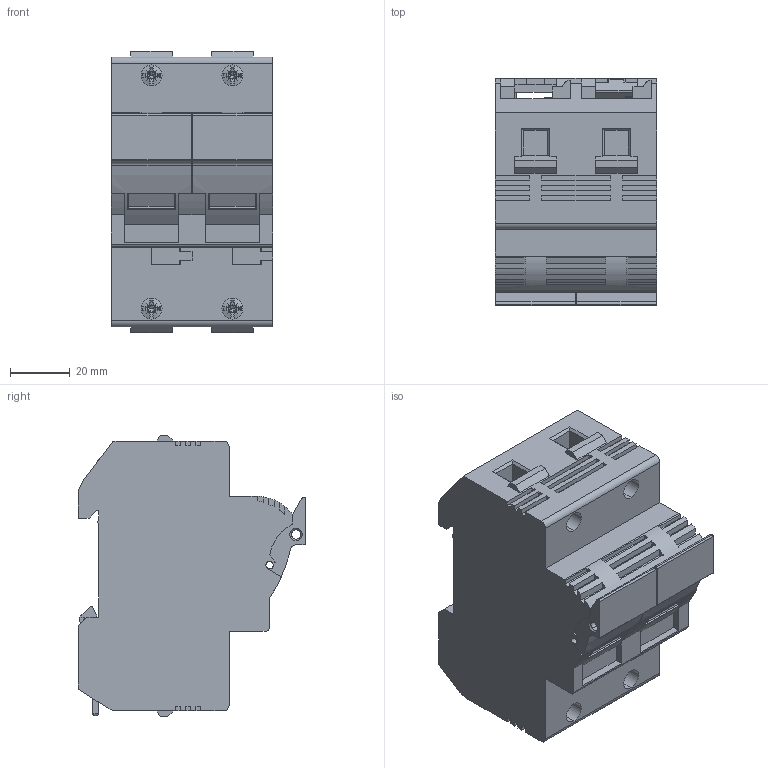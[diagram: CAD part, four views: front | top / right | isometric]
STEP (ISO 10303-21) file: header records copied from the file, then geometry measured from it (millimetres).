
FILE_DESCRIPTION((''),'2;1');
FILE_NAME('EFD14_2P_DIM','2017-06-13T',('janez.tomelj'),('Audax d.o.o.'),'CREO PARAMETRIC BY PTC INC, 2015290','CREO PARAMETRIC BY PTC INC, 2015290','');
FILE_SCHEMA(('CONFIG_CONTROL_DESIGN'));
Length unit declared in the file: millimetre
Products named in the file (1): EFD14_2P_DIM
Bounding box: 54 x 75.8 x 94 mm (x, y, z)
Volume: 254437.3 mm3; surface area: 37247.9 mm2
Topology: 1 solids, 1 shells, 693 faces, 2024 edges, 1335 vertices
Faces by surface type: plane 567, cylinder 86, cone 32, sphere 8
Entity records: 23358 total; most frequent: CARTESIAN_POINT 5011, ORIENTED_EDGE 4032, DIRECTION 3534, EDGE_CURVE 2016, VECTOR 1538, LINE 1538, VERTEX_POINT 1335, AXIS2_PLACEMENT_3D 998
